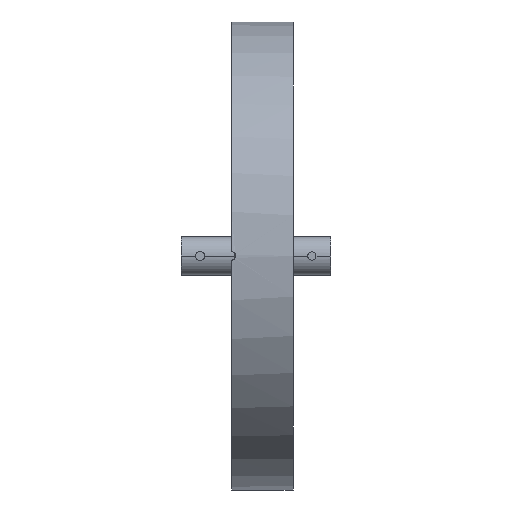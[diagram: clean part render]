
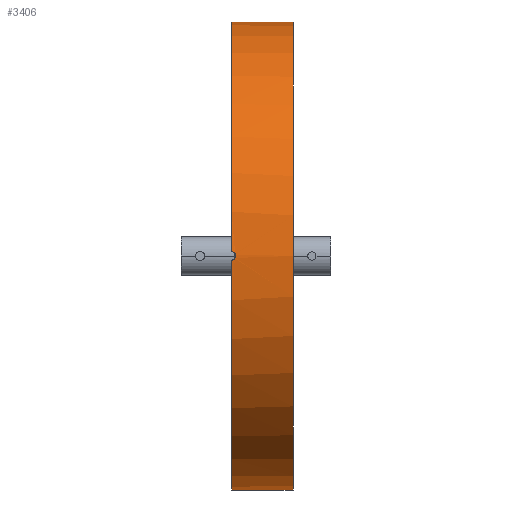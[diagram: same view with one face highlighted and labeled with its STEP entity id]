
A CAD part, left-side view. The second image highlights one B-rep face of the part: STEP entity #3406.
In plain terms, the highlighted cylindrical face has radius 57.15 mm (diameter 114.3 mm), a partial arc.
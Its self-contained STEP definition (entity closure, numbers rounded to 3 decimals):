
#57 = VERTEX_POINT ( 'NONE', #182 ) ;
#58 = CARTESIAN_POINT ( 'NONE',  ( 0., -15., -57.15 ) ) ;
#110 = DIRECTION ( 'NONE',  ( 0., 1., 0. ) ) ;
#159 = ORIENTED_EDGE ( 'NONE', *, *, #2297, .F. ) ;
#178 = DIRECTION ( 'NONE',  ( 0., 0., 1. ) ) ;
#182 = CARTESIAN_POINT ( 'NONE',  ( 0., 0., -57.15 ) ) ;
#201 = CARTESIAN_POINT ( 'NONE',  ( -57.15, -0.974, 0.263 ) ) ;
#218 = CARTESIAN_POINT ( 'NONE',  ( -57.15, -1., 0.131 ) ) ;
#420 = CARTESIAN_POINT ( 'NONE',  ( 0., -15., -57.15 ) ) ;
#487 = CARTESIAN_POINT ( 'NONE',  ( -57.142, -0.262, 0.974 ) ) ;
#599 = CARTESIAN_POINT ( 'NONE',  ( -57.15, -0.974, -0.261 ) ) ;
#630 = AXIS2_PLACEMENT_3D ( 'NONE', #3518, #3153, #1004 ) ;
#708 = VECTOR ( 'NONE', #110, 1000. ) ;
#760 = DIRECTION ( 'NONE',  ( 0., 1., 0. ) ) ;
#783 = LINE ( 'NONE', #420, #3334 ) ;
#851 = CARTESIAN_POINT ( 'NONE',  ( -57.148, -0.874, 0.503 ) ) ;
#906 = CARTESIAN_POINT ( 'NONE',  ( -57.147, -0.801, -0.613 ) ) ;
#912 = EDGE_CURVE ( 'NONE', #57, #2089, #3383, .T. ) ;
#950 = ORIENTED_EDGE ( 'NONE', *, *, #3810, .T. ) ;
#993 = DIRECTION ( 'NONE',  ( 0., 0., 1. ) ) ;
#1004 = DIRECTION ( 'NONE',  ( 0., 0., 1. ) ) ;
#1183 = CYLINDRICAL_SURFACE ( 'NONE', #3048, 57.15 ) ;
#1230 = EDGE_CURVE ( 'NONE', #4012, #1493, #2015, .T. ) ;
#1260 = ORIENTED_EDGE ( 'NONE', *, *, #2310, .F. ) ;
#1367 = ORIENTED_EDGE ( 'NONE', *, *, #1230, .T. ) ;
#1375 = CIRCLE ( 'NONE', #3722, 57.15 ) ;
#1446 = CARTESIAN_POINT ( 'NONE',  ( -57.148, -0.874, -0.503 ) ) ;
#1493 = VERTEX_POINT ( 'NONE', #1722 ) ;
#1716 = CARTESIAN_POINT ( 'NONE',  ( -57.141, 0., 1. ) ) ;
#1722 = CARTESIAN_POINT ( 'NONE',  ( 0., 0., 57.15 ) ) ;
#1764 = CARTESIAN_POINT ( 'NONE',  ( -57.143, -0.521, -0.893 ) ) ;
#1782 = CARTESIAN_POINT ( 'NONE',  ( -57.143, -0.504, 0.874 ) ) ;
#1974 = EDGE_CURVE ( 'NONE', #2422, #4012, #2776, .T. ) ;
#2015 = LINE ( 'NONE', #2671, #708 ) ;
#2089 = VERTEX_POINT ( 'NONE', #3279 ) ;
#2108 = CARTESIAN_POINT ( 'NONE',  ( 0., -15., 0. ) ) ;
#2123 = DIRECTION ( 'NONE',  ( 0., 1., 0. ) ) ;
#2297 = EDGE_CURVE ( 'NONE', #3293, #1493, #1375, .T. ) ;
#2310 = EDGE_CURVE ( 'NONE', #2422, #57, #783, .T. ) ;
#2364 = CARTESIAN_POINT ( 'NONE',  ( -57.15, -1., -0.13 ) ) ;
#2422 = VERTEX_POINT ( 'NONE', #58 ) ;
#2671 = CARTESIAN_POINT ( 'NONE',  ( 0., -15., 57.15 ) ) ;
#2776 = CIRCLE ( 'NONE', #630, 57.15 ) ;
#3001 = CARTESIAN_POINT ( 'NONE',  ( 0., -15., 57.15 ) ) ;
#3005 = CARTESIAN_POINT ( 'NONE',  ( -57.144, -0.615, 0.799 ) ) ;
#3024 = ORIENTED_EDGE ( 'NONE', *, *, #1974, .T. ) ;
#3048 = AXIS2_PLACEMENT_3D ( 'NONE', #2108, #3368, #993 ) ;
#3068 = CARTESIAN_POINT ( 'NONE',  ( -57.141, 0., -1. ) ) ;
#3153 = DIRECTION ( 'NONE',  ( 0., 1., 0. ) ) ;
#3256 = EDGE_LOOP ( 'NONE', ( #1260, #3024, #1367, #159, #950, #3550 ) ) ;
#3279 = CARTESIAN_POINT ( 'NONE',  ( -57.141, 0., -1. ) ) ;
#3293 = VERTEX_POINT ( 'NONE', #3530 ) ;
#3334 = VECTOR ( 'NONE', #760, 1000. ) ;
#3368 = DIRECTION ( 'NONE',  ( 0., 1., 0. ) ) ;
#3383 = CIRCLE ( 'NONE', #4047, 57.15 ) ;
#3406 = ADVANCED_FACE ( 'NONE', ( #3999 ), #1183, .T. ) ;
#3518 = CARTESIAN_POINT ( 'NONE',  ( 0., -15., 0. ) ) ;
#3530 = CARTESIAN_POINT ( 'NONE',  ( -57.141, 0., 1. ) ) ;
#3550 = ORIENTED_EDGE ( 'NONE', *, *, #912, .F. ) ;
#3605 = CARTESIAN_POINT ( 'NONE',  ( -57.141, -0.132, 1. ) ) ;
#3655 = CARTESIAN_POINT ( 'NONE',  ( 0., 0., 0. ) ) ;
#3686 = CARTESIAN_POINT ( 'NONE',  ( -57.141, -0.264, -1. ) ) ;
#3697 = B_SPLINE_CURVE_WITH_KNOTS ( 'NONE', 3,
 ( #1716, #3605, #487, #1782, #3005, #3965, #851, #201, #218, #2364, #599, #1446, #906, #1764, #3686, #3068 ),
 .UNSPECIFIED., .F., .F.,
 ( 4, 2, 2, 2, 2, 2, 2, 4 ),
 ( 0., 0., 0.001, 0.001, 0.002, 0.002, 0.002, 0.003 ),
 .UNSPECIFIED. ) ;
#3722 = AXIS2_PLACEMENT_3D ( 'NONE', #3826, #3876, #178 ) ;
#3810 = EDGE_CURVE ( 'NONE', #3293, #2089, #3697, .T. ) ;
#3826 = CARTESIAN_POINT ( 'NONE',  ( 0., 0., 0. ) ) ;
#3876 = DIRECTION ( 'NONE',  ( 0., 1., 0. ) ) ;
#3965 = CARTESIAN_POINT ( 'NONE',  ( -57.147, -0.799, 0.615 ) ) ;
#3999 = FACE_OUTER_BOUND ( 'NONE', #3256, .T. ) ;
#4011 = DIRECTION ( 'NONE',  ( 0., 0., 1. ) ) ;
#4012 = VERTEX_POINT ( 'NONE', #3001 ) ;
#4047 = AXIS2_PLACEMENT_3D ( 'NONE', #3655, #2123, #4011 ) ;
